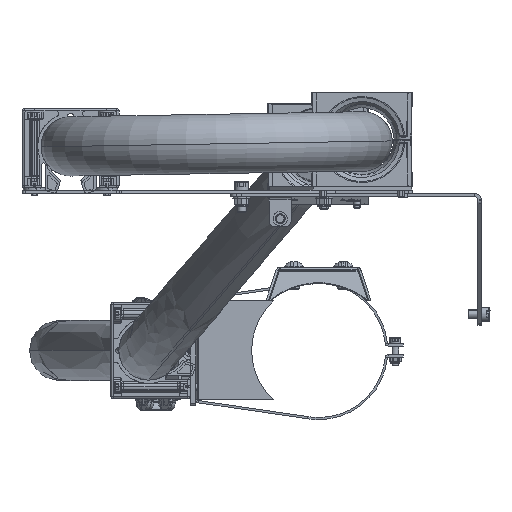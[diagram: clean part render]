
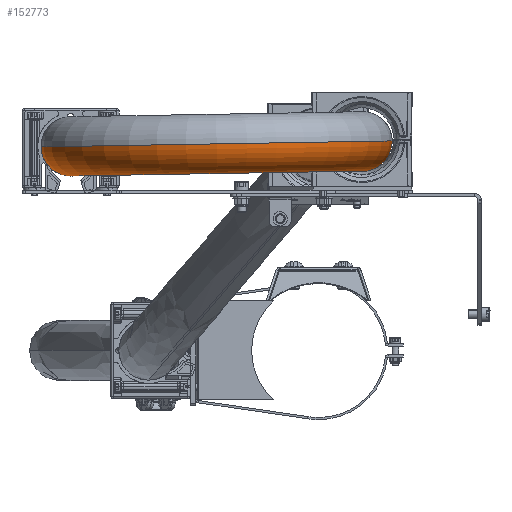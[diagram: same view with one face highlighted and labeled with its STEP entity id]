
A CAD part, left-side view. The second image highlights one B-rep face of the part: STEP entity #152773.
In plain terms, the highlighted toroidal (fillet/blend) face has major radius 132.867 mm and minor radius 27 mm.
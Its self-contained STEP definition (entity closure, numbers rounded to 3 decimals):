
#121 = DIRECTION ( 'NONE',  ( 1., 0., 0. ) ) ;
#3046 = DIRECTION ( 'NONE',  ( 0., 1., -0.017 ) ) ;
#3183 = CARTESIAN_POINT ( 'NONE',  ( -319.883, 252.696, 2070.343 ) ) ;
#10801 = CIRCLE ( 'NONE', #124129, 27. ) ;
#17743 = CARTESIAN_POINT ( 'NONE',  ( -319.883, -39.997, 2075.3 ) ) ;
#18902 = DIRECTION ( 'NONE',  ( 0., -0.017, -1. ) ) ;
#25626 = EDGE_CURVE ( 'NONE', #70816, #155926, #158901, .T. ) ;
#28154 = DIRECTION ( 'NONE',  ( 1., 0., 0. ) ) ;
#29419 = CARTESIAN_POINT ( 'NONE',  ( -319.883, 92.852, 2073.05 ) ) ;
#30854 = DIRECTION ( 'NONE',  ( 0., 0., 1. ) ) ;
#35155 = EDGE_CURVE ( 'NONE', #74336, #94159, #118209, .T. ) ;
#39503 = TOROIDAL_SURFACE ( 'NONE', #61565, 132.867, 27. ) ;
#42528 = DIRECTION ( 'NONE',  ( 0., 1., -0.017 ) ) ;
#47931 = CARTESIAN_POINT ( 'NONE',  ( -319.883, -39.997, 2075.3 ) ) ;
#48996 = VERTEX_POINT ( 'NONE', #144917 ) ;
#51860 = AXIS2_PLACEMENT_3D ( 'NONE', #106608, #28154, #119781 ) ;
#56191 = ORIENTED_EDGE ( 'NONE', *, *, #113689, .T. ) ;
#61091 = DIRECTION ( 'NONE',  ( 0., 0., 1. ) ) ;
#61565 = AXIS2_PLACEMENT_3D ( 'NONE', #108393, #95214, #3046 ) ;
#64700 = ORIENTED_EDGE ( 'NONE', *, *, #25626, .T. ) ;
#64740 = AXIS2_PLACEMENT_3D ( 'NONE', #97378, #18902, #110528 ) ;
#70816 = VERTEX_POINT ( 'NONE', #106629 ) ;
#74336 = VERTEX_POINT ( 'NONE', #101011 ) ;
#74377 = FACE_OUTER_BOUND ( 'NONE', #156046, .T. ) ;
#77038 = ORIENTED_EDGE ( 'NONE', *, *, #35155, .F. ) ;
#78503 = CARTESIAN_POINT ( 'NONE',  ( -319.883, 225.7, 2070.8 ) ) ;
#79799 = ORIENTED_EDGE ( 'NONE', *, *, #158149, .F. ) ;
#84071 = AXIS2_PLACEMENT_3D ( 'NONE', #17743, #109384, #30854 ) ;
#90253 = AXIS2_PLACEMENT_3D ( 'NONE', #29419, #121027, #42528 ) ;
#91682 = DIRECTION ( 'NONE',  ( 0., 0.034, 0.999 ) ) ;
#92830 = VERTEX_POINT ( 'NONE', #108319 ) ;
#94159 = VERTEX_POINT ( 'NONE', #161803 ) ;
#94446 = CIRCLE ( 'NONE', #84071, 27. ) ;
#95214 = DIRECTION ( 'NONE',  ( 0., -0.017, -1. ) ) ;
#97378 = CARTESIAN_POINT ( 'NONE',  ( -319.883, 92.852, 2073.05 ) ) ;
#101011 = CARTESIAN_POINT ( 'NONE',  ( -319.883, -13., 2074.843 ) ) ;
#103863 = ORIENTED_EDGE ( 'NONE', *, *, #134867, .F. ) ;
#106608 = CARTESIAN_POINT ( 'NONE',  ( -319.883, 225.7, 2070.8 ) ) ;
#106629 = CARTESIAN_POINT ( 'NONE',  ( -319.883, -66.993, 2075.757 ) ) ;
#108319 = CARTESIAN_POINT ( 'NONE',  ( -319.883, -66.997, 2075.3 ) ) ;
#108393 = CARTESIAN_POINT ( 'NONE',  ( -319.883, 92.852, 2073.05 ) ) ;
#109384 = DIRECTION ( 'NONE',  ( -1., 0., 0. ) ) ;
#110528 = DIRECTION ( 'NONE',  ( 0., 1., -0.017 ) ) ;
#113689 = EDGE_CURVE ( 'NONE', #92830, #70816, #94446, .T. ) ;
#118209 = CIRCLE ( 'NONE', #90253, 105.867 ) ;
#119781 = DIRECTION ( 'NONE',  ( 0., 0.034, 0.999 ) ) ;
#121027 = DIRECTION ( 'NONE',  ( 0., -0.017, -1. ) ) ;
#124129 = AXIS2_PLACEMENT_3D ( 'NONE', #47931, #139668, #61091 ) ;
#131765 = ORIENTED_EDGE ( 'NONE', *, *, #151858, .T. ) ;
#134867 = EDGE_CURVE ( 'NONE', #94159, #48996, #151220, .T. ) ;
#139668 = DIRECTION ( 'NONE',  ( -1., 0., 0. ) ) ;
#144917 = CARTESIAN_POINT ( 'NONE',  ( -319.883, 198.7, 2070.8 ) ) ;
#150060 = AXIS2_PLACEMENT_3D ( 'NONE', #78503, #121, #91682 ) ;
#151220 = CIRCLE ( 'NONE', #51860, 27. ) ;
#151858 = EDGE_CURVE ( 'NONE', #74336, #92830, #10801, .T. ) ;
#152773 = ADVANCED_FACE ( 'NONE', ( #74377 ), #39503, .T. ) ;
#155926 = VERTEX_POINT ( 'NONE', #3183 ) ;
#156046 = EDGE_LOOP ( 'NONE', ( #56191, #64700, #79799, #103863, #77038, #131765 ) ) ;
#158149 = EDGE_CURVE ( 'NONE', #48996, #155926, #167587, .T. ) ;
#158901 = CIRCLE ( 'NONE', #64740, 159.867 ) ;
#161803 = CARTESIAN_POINT ( 'NONE',  ( -319.883, 198.704, 2071.257 ) ) ;
#167587 = CIRCLE ( 'NONE', #150060, 27. ) ;
